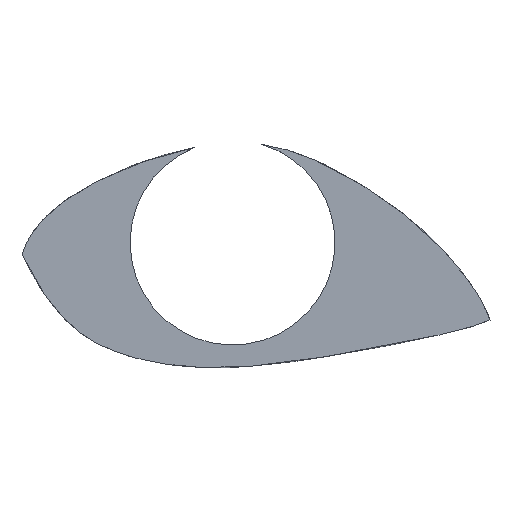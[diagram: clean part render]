
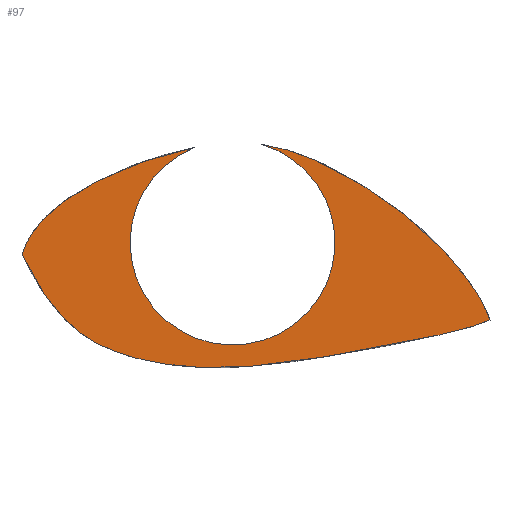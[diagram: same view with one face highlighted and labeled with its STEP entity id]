
A CAD part, top view. The second image highlights one B-rep face of the part: STEP entity #97.
In plain terms, the highlighted planar face has unit normal (0, 0, 1).
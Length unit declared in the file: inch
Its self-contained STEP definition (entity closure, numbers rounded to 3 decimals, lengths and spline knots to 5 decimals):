
#15=PLANE('',#116);
#18=CIRCLE('',#115,0.10831);
#24=FACE_OUTER_BOUND('',#30,.T.);
#30=EDGE_LOOP('',(#82,#83,#84,#85));
#41=B_SPLINE_CURVE_WITH_KNOTS('',3,(#206,#207,#208,#209,#210,#211,#212,
#213,#214,#215,#216,#217,#218,#219,#220,#221,#222,#223,#224,#225,#226,#227),
 .UNSPECIFIED.,.F.,.F.,(4,3,3,3,3,3,3,4),(0.0085,0.01449,
0.24673,0.41641,0.55943,0.69707,
0.85486,0.92581),.UNSPECIFIED.);
#43=B_SPLINE_CURVE_WITH_KNOTS('',3,(#252,#253,#254,#255,#256,#257,#258),
 .UNSPECIFIED.,.F.,.F.,(4,3,4),(-0.38653,-0.19366,-0.01004),
 .UNSPECIFIED.);
#45=B_SPLINE_CURVE_WITH_KNOTS('',3,(#314,#315,#316,#317,#318,#319,#320,
#321,#322,#323,#324,#325,#326,#327,#328,#329),.UNSPECIFIED.,.F.,.F.,(4,
3,3,3,3,4),(-0.96499,-0.95603,-0.85957,-0.71913,
-0.55739,-0.50088),.UNSPECIFIED.);
#48=VERTEX_POINT('',#203);
#49=VERTEX_POINT('',#205);
#51=VERTEX_POINT('',#251);
#53=VERTEX_POINT('',#263);
#56=EDGE_CURVE('',#49,#48,#41,.T.);
#59=EDGE_CURVE('',#51,#49,#43,.T.);
#62=EDGE_CURVE('',#53,#51,#18,.T.);
#65=EDGE_CURVE('',#48,#53,#45,.T.);
#82=ORIENTED_EDGE('',*,*,#65,.T.);
#83=ORIENTED_EDGE('',*,*,#62,.T.);
#84=ORIENTED_EDGE('',*,*,#59,.T.);
#85=ORIENTED_EDGE('',*,*,#56,.T.);
#97=ADVANCED_FACE('',(#24),#15,.T.);
#115=AXIS2_PLACEMENT_3D('',#264,#127,#128);
#116=AXIS2_PLACEMENT_3D('',#330,#130,#131);
#127=DIRECTION('center_axis',(0.,0.,-1.));
#128=DIRECTION('ref_axis',(-1.,0.,0.));
#130=DIRECTION('center_axis',(0.,0.,1.));
#131=DIRECTION('ref_axis',(-1.,0.,0.));
#203=CARTESIAN_POINT('',(0.5971,-0.26829,0.3837));
#205=CARTESIAN_POINT('',(0.10252,-0.19887,0.3837));
#206=CARTESIAN_POINT('Ctrl Pts',(0.10252,-0.19887,0.3837));
#207=CARTESIAN_POINT('Ctrl Pts',(0.10294,-0.19977,0.3837));
#208=CARTESIAN_POINT('Ctrl Pts',(0.10337,-0.20066,0.3837));
#209=CARTESIAN_POINT('Ctrl Pts',(0.1038,-0.20154,0.3837));
#210=CARTESIAN_POINT('Ctrl Pts',(0.12051,-0.23589,0.3837));
#211=CARTESIAN_POINT('Ctrl Pts',(0.13959,-0.26472,0.3837));
#212=CARTESIAN_POINT('Ctrl Pts',(0.16818,-0.28465,0.3837));
#213=CARTESIAN_POINT('Ctrl Pts',(0.18907,-0.29922,0.3837));
#214=CARTESIAN_POINT('Ctrl Pts',(0.21813,-0.30911,0.3837));
#215=CARTESIAN_POINT('Ctrl Pts',(0.25017,-0.31416,0.3837));
#216=CARTESIAN_POINT('Ctrl Pts',(0.27718,-0.31843,0.3837));
#217=CARTESIAN_POINT('Ctrl Pts',(0.3037,-0.31956,0.3837));
#218=CARTESIAN_POINT('Ctrl Pts',(0.333,-0.31789,0.3837));
#219=CARTESIAN_POINT('Ctrl Pts',(0.36119,-0.31627,0.3837));
#220=CARTESIAN_POINT('Ctrl Pts',(0.39482,-0.31175,0.3837));
#221=CARTESIAN_POINT('Ctrl Pts',(0.43604,-0.30481,0.3837));
#222=CARTESIAN_POINT('Ctrl Pts',(0.4833,-0.29686,0.3837));
#223=CARTESIAN_POINT('Ctrl Pts',(0.53881,-0.28587,0.3837));
#224=CARTESIAN_POINT('Ctrl Pts',(0.57011,-0.27742,0.3837));
#225=CARTESIAN_POINT('Ctrl Pts',(0.58418,-0.27362,0.3837));
#226=CARTESIAN_POINT('Ctrl Pts',(0.59323,-0.2703,0.3837));
#227=CARTESIAN_POINT('Ctrl Pts',(0.5971,-0.26829,0.3837));
#251=CARTESIAN_POINT('',(0.285,-0.0857,0.3837));
#252=CARTESIAN_POINT('Ctrl Pts',(0.285,-0.0857,
0.3837));
#253=CARTESIAN_POINT('Ctrl Pts',(0.24249,-0.09413,
0.3837));
#254=CARTESIAN_POINT('Ctrl Pts',(0.19519,-0.11208,0.3837));
#255=CARTESIAN_POINT('Ctrl Pts',(0.1613,-0.13308,0.3837));
#256=CARTESIAN_POINT('Ctrl Pts',(0.12904,-0.15307,0.3837));
#257=CARTESIAN_POINT('Ctrl Pts',(0.10946,-0.17536,0.3837));
#258=CARTESIAN_POINT('Ctrl Pts',(0.10252,-0.19887,0.3837));
#263=CARTESIAN_POINT('',(0.35589,-0.08248,0.3837));
#264=CARTESIAN_POINT('Origin',(0.32509,-0.18632,0.3837));
#314=CARTESIAN_POINT('Ctrl Pts',(0.5971,-0.26829,0.3837));
#315=CARTESIAN_POINT('Ctrl Pts',(0.59696,-0.26777,0.3837));
#316=CARTESIAN_POINT('Ctrl Pts',(0.59678,-0.26719,0.3837));
#317=CARTESIAN_POINT('Ctrl Pts',(0.59658,-0.26655,0.3837));
#318=CARTESIAN_POINT('Ctrl Pts',(0.59436,-0.25972,0.3837));
#319=CARTESIAN_POINT('Ctrl Pts',(0.5883,-0.24713,0.3837));
#320=CARTESIAN_POINT('Ctrl Pts',(0.57808,-0.2319,0.3837));
#321=CARTESIAN_POINT('Ctrl Pts',(0.5632,-0.20972,0.3837));
#322=CARTESIAN_POINT('Ctrl Pts',(0.53828,-0.18159,0.3837));
#323=CARTESIAN_POINT('Ctrl Pts',(0.50636,-0.15639,0.3837));
#324=CARTESIAN_POINT('Ctrl Pts',(0.46961,-0.12736,0.3837));
#325=CARTESIAN_POINT('Ctrl Pts',(0.42647,-0.10316,0.3837));
#326=CARTESIAN_POINT('Ctrl Pts',(0.39124,-0.09117,
0.3837));
#327=CARTESIAN_POINT('Ctrl Pts',(0.37894,-0.08698,
0.3837));
#328=CARTESIAN_POINT('Ctrl Pts',(0.36731,-0.08413,
0.3837));
#329=CARTESIAN_POINT('Ctrl Pts',(0.35589,-0.08248,
0.3837));
#330=CARTESIAN_POINT('Origin',(0.34981,-0.20101,0.3837));
